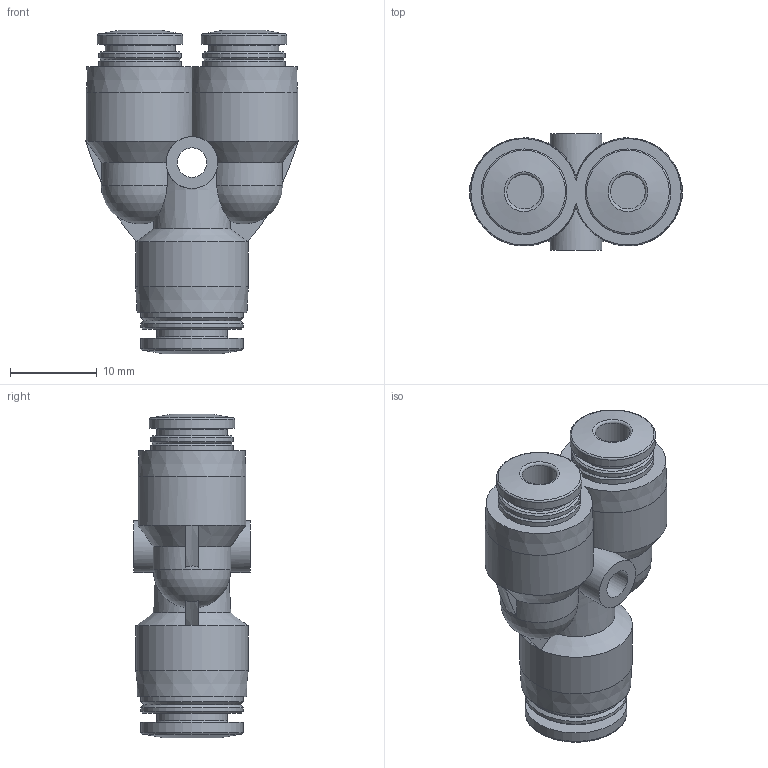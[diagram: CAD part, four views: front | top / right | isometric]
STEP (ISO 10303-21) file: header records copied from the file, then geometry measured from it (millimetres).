
FILE_DESCRIPTION(/* description */ ('STEP AP214'),/* implementation_level */ '2;1');
FILE_NAME(/* name */ '133124_NPQP-Y-Q6-Q4-FD-P10',/* time_stamp */ '2024-09-13T08:18:46+02:00',/* author */ ('License CC BY-ND 4.0'),/* organization */ ('CADENAS'),/* preprocessor_version */ 'ST-DEVELOPER v19.3',/* originating_system */ 'PARTsolutions',/* authorisation */ ' ');
FILE_SCHEMA (('AUTOMOTIVE_DESIGN {1 0 10303 214 3 1 1}'));
Length unit declared in the file: millimetre
Products named in the file (1): 133124 NPQP-Y-Q6-Q4-FD-P10
Bounding box: 24.5 x 13.5 x 37.4 mm (x, y, z)
Volume: 5035 mm3; surface area: 3524 mm2
Topology: 1 solids, 1 shells, 85 faces, 188 edges, 114 vertices
Faces by surface type: cylinder 27, plane 25, cone 22, torus 9, sphere 2
Full cylindrical faces by diameter (mm): 3.4 x1, 4 x2, 6 x3, 8.1 x3, 9.5 x4, 9.9 x2, 11.8 x3, 13 x1
Entity records: 2170 total; most frequent: CARTESIAN_POINT 484, DIRECTION 354, ORIENTED_EDGE 280, AXIS2_PLACEMENT_3D 170, EDGE_CURVE 140, EDGE_LOOP 138, FACE_BOUND 138, VERTEX_POINT 108
